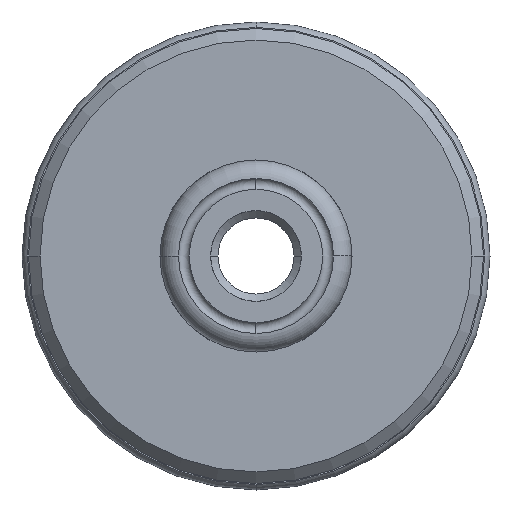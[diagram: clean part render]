
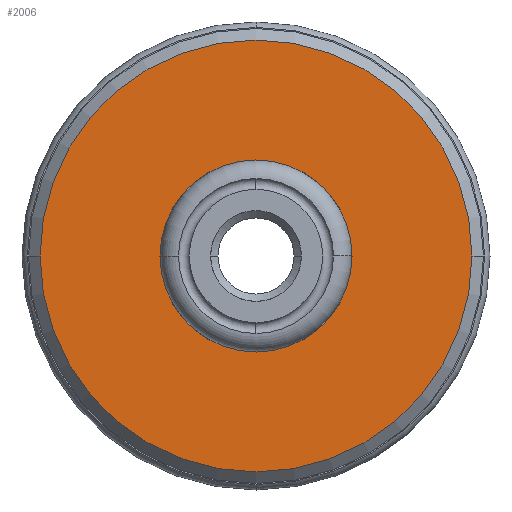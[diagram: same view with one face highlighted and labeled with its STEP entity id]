
A CAD part, left-side view. The second image highlights one B-rep face of the part: STEP entity #2006.
In plain terms, the highlighted planar face has unit normal (-1, 0, 0).
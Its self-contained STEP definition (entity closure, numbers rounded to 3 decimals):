
#944=CARTESIAN_POINT('',(-15.75,0.,0.));
#945=DIRECTION('',(-1.,0.,0.));
#946=DIRECTION('',(0.,-1.,0.));
#947=AXIS2_PLACEMENT_3D('',#944,#945,#946);
#949=CARTESIAN_POINT('',(-15.75,0.,0.));
#950=DIRECTION('',(-1.,0.,0.));
#951=DIRECTION('',(0.,1.,0.));
#952=AXIS2_PLACEMENT_3D('',#949,#950,#951);
#954=CARTESIAN_POINT('',(-15.75,0.,0.));
#955=DIRECTION('',(1.,0.,0.));
#956=DIRECTION('',(0.,1.,0.));
#957=AXIS2_PLACEMENT_3D('',#954,#955,#956);
#959=CARTESIAN_POINT('',(-15.75,0.,0.));
#960=DIRECTION('',(1.,0.,0.));
#961=DIRECTION('',(0.,-1.,0.));
#962=AXIS2_PLACEMENT_3D('',#959,#960,#961);
#1046=CARTESIAN_POINT('',(-15.75,-14.273,0.));
#1047=CARTESIAN_POINT('',(-15.75,14.273,0.));
#1048=VERTEX_POINT('',#1046);
#1049=VERTEX_POINT('',#1047);
#1134=CARTESIAN_POINT('',(-15.75,6.35,0.));
#1135=CARTESIAN_POINT('',(-15.75,-6.35,0.));
#1136=VERTEX_POINT('',#1134);
#1137=VERTEX_POINT('',#1135);
#1990=CARTESIAN_POINT('',(-15.75,0.,0.));
#1991=DIRECTION('',(-1.,0.,0.));
#1992=DIRECTION('',(0.,1.,0.));
#1993=AXIS2_PLACEMENT_3D('',#1990,#1991,#1992);
#1994=PLANE('',#1993);
#1996=ORIENTED_EDGE('',*,*,#1995,.F.);
#1997=ORIENTED_EDGE('',*,*,#1980,.F.);
#1998=EDGE_LOOP('',(#1996,#1997));
#1999=FACE_OUTER_BOUND('',#1998,.F.);
#2001=ORIENTED_EDGE('',*,*,#2000,.F.);
#2003=ORIENTED_EDGE('',*,*,#2002,.F.);
#2004=EDGE_LOOP('',(#2001,#2003));
#2005=FACE_BOUND('',#2004,.F.);
#948=CIRCLE('',#947,14.273);
#953=CIRCLE('',#952,14.273);
#958=CIRCLE('',#957,6.35);
#963=CIRCLE('',#962,6.35);
#1980=EDGE_CURVE('',#1049,#1048,#953,.T.);
#1995=EDGE_CURVE('',#1048,#1049,#948,.T.);
#2000=EDGE_CURVE('',#1136,#1137,#958,.T.);
#2002=EDGE_CURVE('',#1137,#1136,#963,.T.);
#2006=ADVANCED_FACE('',(#1999,#2005),#1994,.T.);
